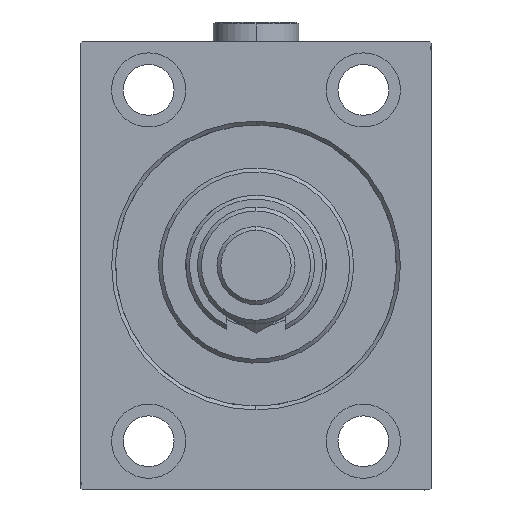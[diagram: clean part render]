
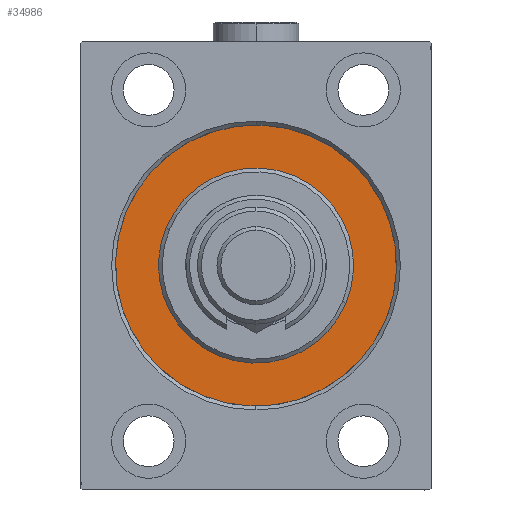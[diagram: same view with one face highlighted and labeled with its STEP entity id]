
A CAD part, left-side view. The second image highlights one B-rep face of the part: STEP entity #34986.
In plain terms, the highlighted face is planar.
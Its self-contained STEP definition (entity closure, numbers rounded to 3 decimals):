
#109 = DIRECTION ( 'NONE',  ( -1., 0., 0. ) ) ;
#674 = ORIENTED_EDGE ( 'NONE', *, *, #6723, .F. ) ;
#2432 = CARTESIAN_POINT ( 'NONE',  ( 0., 0., -25. ) ) ;
#4154 = CIRCLE ( 'NONE', #18117, 36. ) ;
#4279 = EDGE_CURVE ( 'NONE', #6329, #36162, #32568, .T. ) ;
#5969 = ORIENTED_EDGE ( 'NONE', *, *, #4279, .F. ) ;
#6329 = VERTEX_POINT ( 'NONE', #24026 ) ;
#6669 = ORIENTED_EDGE ( 'NONE', *, *, #19155, .F. ) ;
#6723 = EDGE_CURVE ( 'NONE', #46126, #23570, #42764, .T. ) ;
#7659 = CARTESIAN_POINT ( 'NONE',  ( 0., 0., 0. ) ) ;
#9612 = DIRECTION ( 'NONE',  ( 1., 0., 0. ) ) ;
#10800 = CARTESIAN_POINT ( 'NONE',  ( 0., 0., 36. ) ) ;
#18117 = AXIS2_PLACEMENT_3D ( 'NONE', #7659, #109, #33003 ) ;
#18760 = EDGE_LOOP ( 'NONE', ( #5969, #6669 ) ) ;
#19155 = EDGE_CURVE ( 'NONE', #36162, #6329, #4154, .T. ) ;
#20914 = CARTESIAN_POINT ( 'NONE',  ( 0., 0., 25. ) ) ;
#23391 = DIRECTION ( 'NONE',  ( 0., 0., 1. ) ) ;
#23570 = VERTEX_POINT ( 'NONE', #20914 ) ;
#23896 = DIRECTION ( 'NONE',  ( -1., 0., 0. ) ) ;
#24026 = CARTESIAN_POINT ( 'NONE',  ( 0., 0., -36. ) ) ;
#24331 = DIRECTION ( 'NONE',  ( 1., 0., 0. ) ) ;
#24613 = CARTESIAN_POINT ( 'NONE',  ( 0., 0., 0. ) ) ;
#24923 = CARTESIAN_POINT ( 'NONE',  ( 0., 0., 0. ) ) ;
#27269 = FACE_BOUND ( 'NONE', #28929, .T. ) ;
#27488 = CARTESIAN_POINT ( 'NONE',  ( 0., 0., 0. ) ) ;
#28021 = DIRECTION ( 'NONE',  ( 0., 0., 1. ) ) ;
#28613 = CIRCLE ( 'NONE', #43442, 25. ) ;
#28929 = EDGE_LOOP ( 'NONE', ( #31514, #674 ) ) ;
#31177 = DIRECTION ( 'NONE',  ( -1., 0., 0. ) ) ;
#31514 = ORIENTED_EDGE ( 'NONE', *, *, #39368, .F. ) ;
#31637 = DIRECTION ( 'NONE',  ( 0., 0., -1. ) ) ;
#31761 = DIRECTION ( 'NONE',  ( 0., 0., -1. ) ) ;
#32568 = CIRCLE ( 'NONE', #34128, 36. ) ;
#33003 = DIRECTION ( 'NONE',  ( 0., 0., 1. ) ) ;
#33278 = AXIS2_PLACEMENT_3D ( 'NONE', #45314, #31177, #23391 ) ;
#34128 = AXIS2_PLACEMENT_3D ( 'NONE', #24613, #23896, #28021 ) ;
#34835 = PLANE ( 'NONE',  #33278 ) ;
#34986 = ADVANCED_FACE ( 'NONE', ( #27269, #45791 ), #34835, .F. ) ;
#36162 = VERTEX_POINT ( 'NONE', #10800 ) ;
#39368 = EDGE_CURVE ( 'NONE', #23570, #46126, #28613, .T. ) ;
#42764 = CIRCLE ( 'NONE', #44300, 25. ) ;
#43442 = AXIS2_PLACEMENT_3D ( 'NONE', #27488, #24331, #31637 ) ;
#44300 = AXIS2_PLACEMENT_3D ( 'NONE', #24923, #9612, #31761 ) ;
#45314 = CARTESIAN_POINT ( 'NONE',  ( 0., 0., 0. ) ) ;
#45791 = FACE_OUTER_BOUND ( 'NONE', #18760, .T. ) ;
#46126 = VERTEX_POINT ( 'NONE', #2432 ) ;
